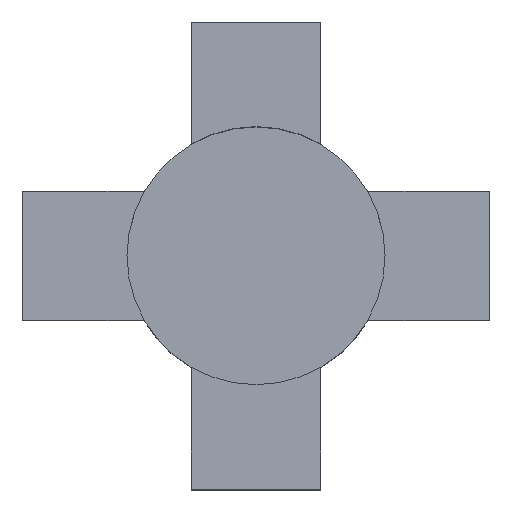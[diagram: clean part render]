
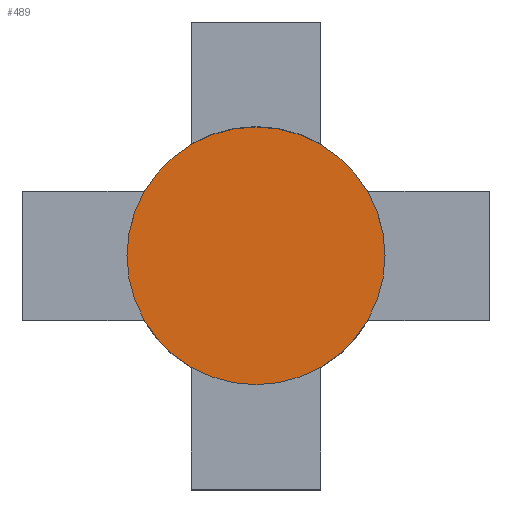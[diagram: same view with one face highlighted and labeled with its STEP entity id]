
A CAD part, top view. The second image highlights one B-rep face of the part: STEP entity #489.
In plain terms, the highlighted planar face has unit normal (0, 0, 1).
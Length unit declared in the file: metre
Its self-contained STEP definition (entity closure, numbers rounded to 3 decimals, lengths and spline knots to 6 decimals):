
#24=CIRCLE('',#519,0.009525);
#25=CIRCLE('',#520,0.009525);
#26=CIRCLE('',#521,0.009525);
#28=CIRCLE('',#523,0.009525);
#31=CIRCLE('',#541,0.009525);
#32=CIRCLE('',#543,0.009525);
#33=CIRCLE('',#545,0.009525);
#34=CIRCLE('',#547,0.009525);
#158=ORIENTED_EDGE('',*,*,#201,.T.);
#159=ORIENTED_EDGE('',*,*,#234,.T.);
#160=ORIENTED_EDGE('',*,*,#198,.T.);
#161=ORIENTED_EDGE('',*,*,#235,.T.);
#162=ORIENTED_EDGE('',*,*,#195,.T.);
#163=ORIENTED_EDGE('',*,*,#232,.T.);
#164=ORIENTED_EDGE('',*,*,#205,.T.);
#165=ORIENTED_EDGE('',*,*,#233,.T.);
#195=EDGE_CURVE('',#262,#263,#24,.T.);
#198=EDGE_CURVE('',#265,#264,#25,.T.);
#201=EDGE_CURVE('',#267,#266,#26,.T.);
#205=EDGE_CURVE('',#271,#270,#28,.T.);
#232=EDGE_CURVE('',#263,#271,#31,.T.);
#233=EDGE_CURVE('',#270,#267,#32,.T.);
#234=EDGE_CURVE('',#266,#265,#33,.T.);
#235=EDGE_CURVE('',#264,#262,#34,.T.);
#262=VERTEX_POINT('',#757);
#263=VERTEX_POINT('',#758);
#264=VERTEX_POINT('',#761);
#265=VERTEX_POINT('',#763);
#266=VERTEX_POINT('',#766);
#267=VERTEX_POINT('',#768);
#270=VERTEX_POINT('',#774);
#271=VERTEX_POINT('',#776);
#403=EDGE_LOOP('',(#158,#159,#160,#161,#162,#163,#164,#165));
#435=FACE_BOUND('',#403,.T.);
#461=PLANE('',#548);
#489=ADVANCED_FACE('',(#435),#461,.T.);
#519=AXIS2_PLACEMENT_3D('',#756,#600,#601);
#520=AXIS2_PLACEMENT_3D('',#762,#604,#605);
#521=AXIS2_PLACEMENT_3D('',#767,#608,#609);
#523=AXIS2_PLACEMENT_3D('',#775,#614,#615);
#541=AXIS2_PLACEMENT_3D('',#825,#674,#675);
#543=AXIS2_PLACEMENT_3D('',#827,#678,#679);
#545=AXIS2_PLACEMENT_3D('',#829,#682,#683);
#547=AXIS2_PLACEMENT_3D('',#831,#686,#687);
#548=AXIS2_PLACEMENT_3D('',#832,#688,#689);
#600=DIRECTION('',(0.,0.,1.));
#601=DIRECTION('',(1.,0.,0.));
#604=DIRECTION('',(0.,0.,1.));
#605=DIRECTION('',(1.,0.,0.));
#608=DIRECTION('',(0.,0.,1.));
#609=DIRECTION('',(1.,0.,0.));
#614=DIRECTION('',(0.,0.,1.));
#615=DIRECTION('',(1.,0.,0.));
#674=DIRECTION('',(0.,0.,1.));
#675=DIRECTION('',(1.,0.,0.));
#678=DIRECTION('',(0.,0.,1.));
#679=DIRECTION('',(1.,0.,0.));
#682=DIRECTION('',(0.,0.,1.));
#683=DIRECTION('',(1.,0.,0.));
#686=DIRECTION('',(0.,0.,1.));
#687=DIRECTION('',(1.,0.,0.));
#688=DIRECTION('',(0.,0.,1.));
#689=DIRECTION('',(1.,0.,0.));
#756=CARTESIAN_POINT('',(0.,0.,0.015));
#757=CARTESIAN_POINT('',(-0.008249,-0.004763,0.015));
#758=CARTESIAN_POINT('',(-0.004763,-0.008249,0.015));
#761=CARTESIAN_POINT('',(-0.008249,0.004763,0.015));
#762=CARTESIAN_POINT('',(0.,0.,0.015));
#763=CARTESIAN_POINT('',(-0.004763,0.008249,0.015));
#766=CARTESIAN_POINT('',(0.004763,0.008249,0.015));
#767=CARTESIAN_POINT('',(0.,0.,0.015));
#768=CARTESIAN_POINT('',(0.008249,0.004763,0.015));
#774=CARTESIAN_POINT('',(0.008249,-0.004763,0.015));
#775=CARTESIAN_POINT('',(0.,0.,0.015));
#776=CARTESIAN_POINT('',(0.004763,-0.008249,0.015));
#825=CARTESIAN_POINT('',(0.,0.,0.015));
#827=CARTESIAN_POINT('',(0.,0.,0.015));
#829=CARTESIAN_POINT('',(0.,0.,0.015));
#831=CARTESIAN_POINT('',(0.,0.,0.015));
#832=CARTESIAN_POINT('',(0.,0.,0.015));
